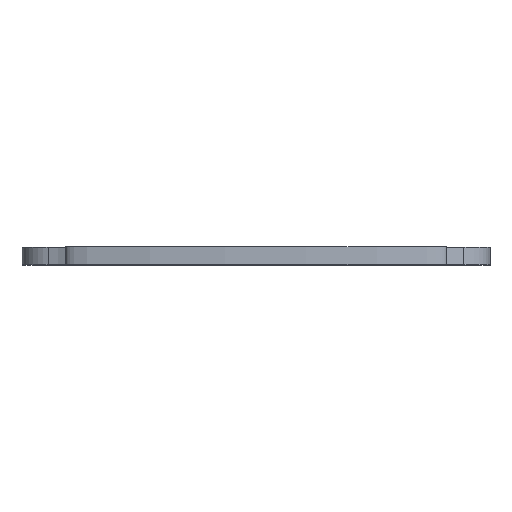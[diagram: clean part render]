
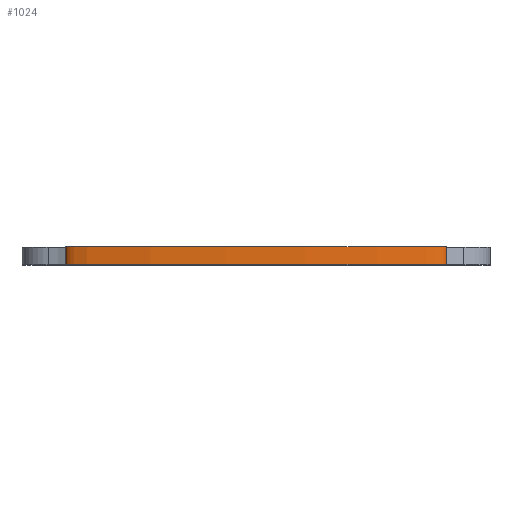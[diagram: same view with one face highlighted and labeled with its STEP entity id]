
A CAD part, top view. The second image highlights one B-rep face of the part: STEP entity #1024.
In plain terms, the highlighted free-form (B-spline) face has degree [3, 1] with [4, 2] control points.
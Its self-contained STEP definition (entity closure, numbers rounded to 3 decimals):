
#38 =( BOUNDED_CURVE ( )  B_SPLINE_CURVE ( 3, ( #627, #4500, #4432, #277 ),
 .UNSPECIFIED., .F., .F. ) 
 B_SPLINE_CURVE_WITH_KNOTS ( ( 4, 4 ),
 ( 0., 3.142 ),
 .UNSPECIFIED. ) 
 CURVE ( )  GEOMETRIC_REPRESENTATION_ITEM ( )  RATIONAL_B_SPLINE_CURVE ( ( 1., 0.333, 0.333, 1. ) ) 
 REPRESENTATION_ITEM ( '' )  );
#277 = CARTESIAN_POINT ( 'NONE',  ( -32.5, -1.5, 72. ) ) ;
#375 = CARTESIAN_POINT ( 'NONE',  ( 32.5, 1.5, 72. ) ) ;
#596 = CARTESIAN_POINT ( 'NONE',  ( 32.5, 1.5, 72. ) ) ;
#627 = CARTESIAN_POINT ( 'NONE',  ( 32.5, -1.5, 72. ) ) ;
#693 = VERTEX_POINT ( 'NONE', #1705 ) ;
#788 = CARTESIAN_POINT ( 'NONE',  ( 32.5, 1.5, 81. ) ) ;
#1024 = ADVANCED_FACE ( 'NONE', ( #1101 ), #3451, .T. ) ;
#1101 = FACE_OUTER_BOUND ( 'NONE', #2821, .T. ) ;
#1177 = CARTESIAN_POINT ( 'NONE',  ( 32.5, 1.5, 72. ) ) ;
#1369 = EDGE_CURVE ( 'NONE', #3972, #693, #2365, .T. ) ;
#1390 = CARTESIAN_POINT ( 'NONE',  ( -32.5, 1.5, 72. ) ) ;
#1420 = ORIENTED_EDGE ( 'NONE', *, *, #3784, .F. ) ;
#1468 = CARTESIAN_POINT ( 'NONE',  ( -32.5, 1.5, 72. ) ) ;
#1534 = VERTEX_POINT ( 'NONE', #1390 ) ;
#1646 = EDGE_CURVE ( 'NONE', #1534, #4314, #4871, .T. ) ;
#1705 = CARTESIAN_POINT ( 'NONE',  ( 32.5, -1.5, 72. ) ) ;
#1764 = ORIENTED_EDGE ( 'NONE', *, *, #1646, .T. ) ;
#2221 = CARTESIAN_POINT ( 'NONE',  ( -32.5, 1.5, 81. ) ) ;
#2270 = ORIENTED_EDGE ( 'NONE', *, *, #1369, .F. ) ;
#2365 = LINE ( 'NONE', #596, #3189 ) ;
#2821 = EDGE_LOOP ( 'NONE', ( #1420, #2270, #4085, #1764 ) ) ;
#2866 = EDGE_CURVE ( 'NONE', #3972, #1534, #4708, .T. ) ;
#3119 = CARTESIAN_POINT ( 'NONE',  ( -32.5, 1.5, 81. ) ) ;
#3135 = CARTESIAN_POINT ( 'NONE',  ( -32.5, 1.5, 72. ) ) ;
#3189 = VECTOR ( 'NONE', #3658, 1000. ) ;
#3357 = CARTESIAN_POINT ( 'NONE',  ( 32.5, 1.5, 72. ) ) ;
#3451 =( BOUNDED_SURFACE ( )  B_SPLINE_SURFACE ( 3, 1, ( 
 ( #3357, #4118 ),
 ( #4172, #3763 ),
 ( #2221, #3743 ),
 ( #1468, #3814 ) ),
 .UNSPECIFIED., .F., .F., .F. ) 
 B_SPLINE_SURFACE_WITH_KNOTS ( ( 4, 4 ),
 ( 2, 2 ),
 ( 0., 1. ),
 ( 0., 1. ),
 .UNSPECIFIED. ) 
 GEOMETRIC_REPRESENTATION_ITEM ( )  RATIONAL_B_SPLINE_SURFACE ( (
 ( 1., 1.),
 ( 0.333, 0.333),
 ( 0.333, 0.333),
 ( 1., 1.) ) ) 
 REPRESENTATION_ITEM ( '' )  SURFACE ( )  );
#3658 = DIRECTION ( 'NONE',  ( 0., -1., 0. ) ) ;
#3743 = CARTESIAN_POINT ( 'NONE',  ( -32.5, -1.5, 81. ) ) ;
#3763 = CARTESIAN_POINT ( 'NONE',  ( 32.5, -1.5, 81. ) ) ;
#3784 = EDGE_CURVE ( 'NONE', #693, #4314, #38, .T. ) ;
#3814 = CARTESIAN_POINT ( 'NONE',  ( -32.5, -1.5, 72. ) ) ;
#3972 = VERTEX_POINT ( 'NONE', #375 ) ;
#4085 = ORIENTED_EDGE ( 'NONE', *, *, #2866, .T. ) ;
#4118 = CARTESIAN_POINT ( 'NONE',  ( 32.5, -1.5, 72. ) ) ;
#4172 = CARTESIAN_POINT ( 'NONE',  ( 32.5, 1.5, 81. ) ) ;
#4183 = CARTESIAN_POINT ( 'NONE',  ( -32.5, 1.5, 72. ) ) ;
#4314 = VERTEX_POINT ( 'NONE', #4422 ) ;
#4422 = CARTESIAN_POINT ( 'NONE',  ( -32.5, -1.5, 72. ) ) ;
#4432 = CARTESIAN_POINT ( 'NONE',  ( -32.5, -1.5, 81. ) ) ;
#4500 = CARTESIAN_POINT ( 'NONE',  ( 32.5, -1.5, 81. ) ) ;
#4708 =( BOUNDED_CURVE ( )  B_SPLINE_CURVE ( 3, ( #1177, #788, #3119, #3135 ),
 .UNSPECIFIED., .F., .F. ) 
 B_SPLINE_CURVE_WITH_KNOTS ( ( 4, 4 ),
 ( 0., 3.142 ),
 .UNSPECIFIED. ) 
 CURVE ( )  GEOMETRIC_REPRESENTATION_ITEM ( )  RATIONAL_B_SPLINE_CURVE ( ( 1., 0.333, 0.333, 1. ) ) 
 REPRESENTATION_ITEM ( '' )  );
#4815 = VECTOR ( 'NONE', #4907, 1000. ) ;
#4871 = LINE ( 'NONE', #4183, #4815 ) ;
#4907 = DIRECTION ( 'NONE',  ( 0., -1., 0. ) ) ;
